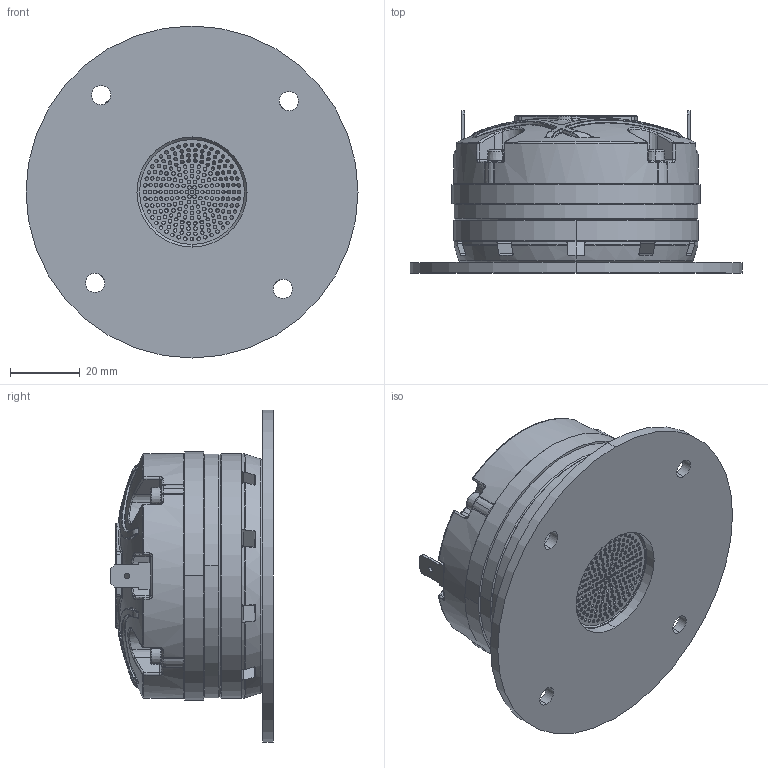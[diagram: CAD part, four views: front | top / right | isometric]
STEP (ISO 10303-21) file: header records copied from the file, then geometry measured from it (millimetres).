
FILE_DESCRIPTION (( 'STEP AP214' ), '1' );
FILE_NAME ('077 Assembly 3D.STEP', '2023-04-03T09:08:45', ( '' ), ( '' ), 'SwSTEP 2.0', 'SolidWorks 2020', '' );
FILE_SCHEMA (( 'AUTOMOTIVE_DESIGN' ));
Length unit declared in the file: millimetre
Products named in the file (1): 077 Assembly 3D
Bounding box: 95 x 46.5 x 95 mm (x, y, z)
Surface area: 39553.4 mm2 (no closed solid volume)
Topology: 0 solids, 69 shells, 1148 faces, 5002 edges, 3899 vertices
Faces by surface type: cylinder 573, plane 234, bspline 180, torus 89, cone 54, sphere 18
Entity records: 71498 total; most frequent: CARTESIAN_POINT 20696, ORIENTED_EDGE 7268, DIRECTION 7153, EDGE_CURVE 5002, VERTEX_POINT 3899, AXIS2_PLACEMENT_3D 2556, VECTOR 2041, LINE 2041
